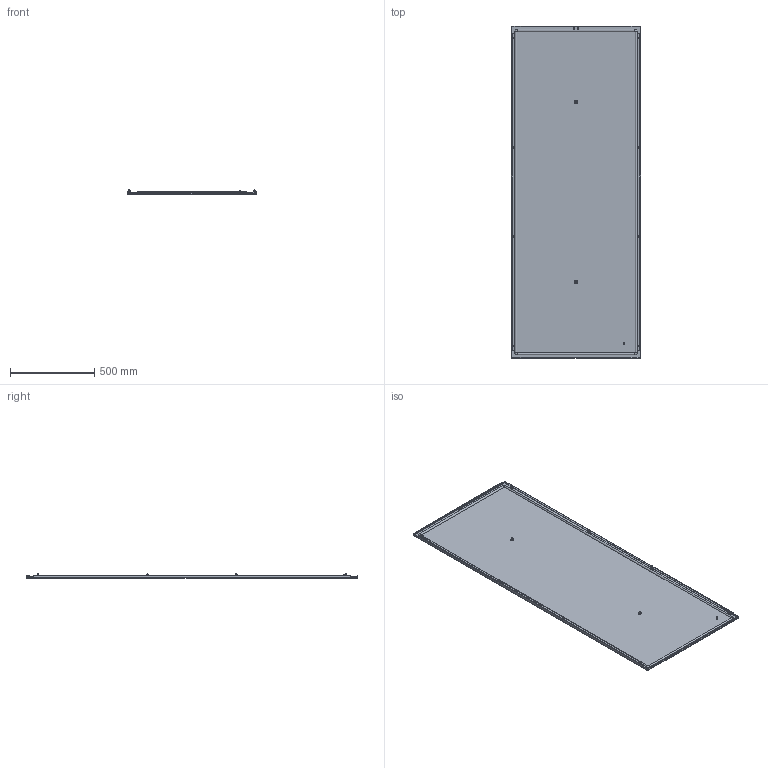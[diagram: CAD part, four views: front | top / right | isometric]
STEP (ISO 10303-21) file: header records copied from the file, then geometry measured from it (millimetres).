
FILE_DESCRIPTION((''),'2;1');
FILE_NAME('6507652201_ASM','2015-09-08T',('SESA6369'),('Schneider-Electric'),'PRO/ENGINEER BY PARAMETRIC TECHNOLOGY CORPORATION, 2011410','PRO/ENGINEER BY PARAMETRIC TECHNOLOGY CORPORATION, 2011410','');
FILE_SCHEMA(('CONFIG_CONTROL_DESIGN'));
Length unit declared in the file: millimetre
Products named in the file (13): 2201592201; 2802230201; 2419490001; 8221000401; 6507594501_ASM; ESPUMADOPOSTERIOR208; 6508322201_ASM; 3402950000; 2802990001; 641261000101_ASM; 380013000101; 8604013561; 6507652201_ASM
Assembly tree (21 placements, depth 4):
  6507652201_ASM
    6508322201_ASM
      6507594501_ASM
        2201592201
        2802230201
        2419490001
        8221000401
      ESPUMADOPOSTERIOR208
    641261000101_ASM  x8
      3402950000
      2802990001
    380013000101  x2
    8604013561  x2
Bounding box: 766.33 x 1966.57 x 28.3 mm (x, y, z)
Volume: 2814202.3 mm3; surface area: 3472978.6 mm2
Topology: 25 solids, 28 shells, 1339 faces, 3592 edges, 2313 vertices
Faces by surface type: plane 533, cylinder 502, cone 142, bspline 78, torus 68, sphere 16
Entity records: 15751 total; most frequent: CARTESIAN_POINT 5068, ORIENTED_EDGE 2196, DIRECTION 2188, EDGE_CURVE 1102, AXIS2_PLACEMENT_3D 795, VERTEX_POINT 701, VECTOR 598, LINE 598
